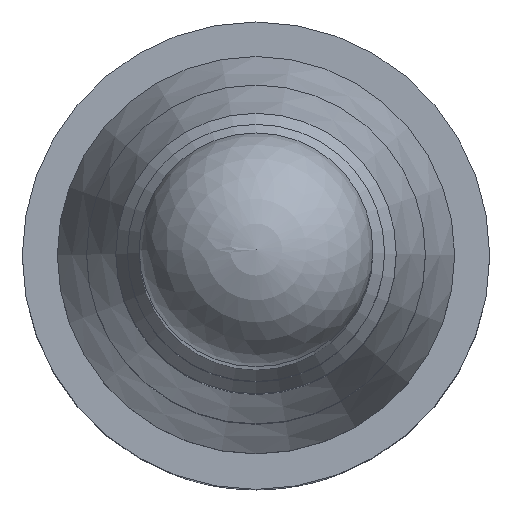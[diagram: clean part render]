
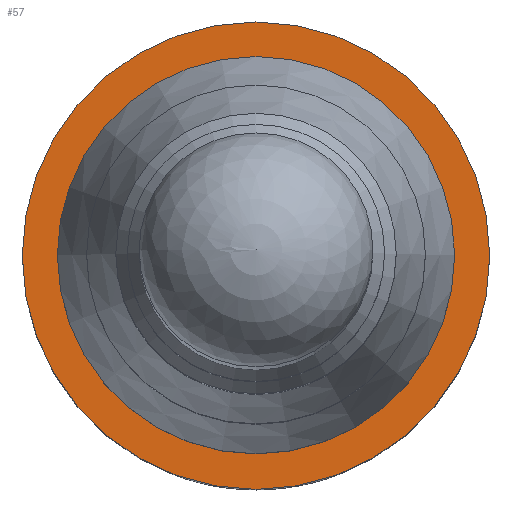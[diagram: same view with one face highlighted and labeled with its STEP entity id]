
A CAD part, top view. The second image highlights one B-rep face of the part: STEP entity #57.
In plain terms, the highlighted planar face has unit normal (0, 0, 1).
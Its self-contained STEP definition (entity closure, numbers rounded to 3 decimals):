
#38=PLANE('',#286);
#57=ADVANCED_FACE('',(#221,#222),#38,.F.);
#91=EDGE_LOOP('',(#137));
#92=EDGE_LOOP('',(#138));
#137=ORIENTED_EDGE('',*,*,#174,.F.);
#138=ORIENTED_EDGE('',*,*,#175,.T.);
#174=EDGE_CURVE('',#257,#257,#193,.T.);
#175=EDGE_CURVE('',#258,#258,#194,.T.);
#193=CIRCLE('',#283,1.);
#194=CIRCLE('',#285,0.65);
#221=FACE_BOUND('',#91,.T.);
#222=FACE_BOUND('',#92,.T.);
#257=VERTEX_POINT('',#542);
#258=VERTEX_POINT('',#545);
#283=AXIS2_PLACEMENT_3D('',#541,#337,#338);
#285=AXIS2_PLACEMENT_3D('',#544,#341,#342);
#286=AXIS2_PLACEMENT_3D('',#546,#343,#344);
#337=DIRECTION('',(0.,0.,-1.));
#338=DIRECTION('',(-1.,0.,0.));
#341=DIRECTION('',(0.,0.,-1.));
#342=DIRECTION('',(-1.,0.,0.));
#343=DIRECTION('',(0.,0.,-1.));
#344=DIRECTION('',(-1.,0.,0.));
#541=CARTESIAN_POINT('',(0.,0.,11.2));
#542=CARTESIAN_POINT('',(-1.,0.,11.2));
#544=CARTESIAN_POINT('',(0.,0.,11.2));
#545=CARTESIAN_POINT('',(-0.65,0.,11.2));
#546=CARTESIAN_POINT('',(0.84,0.,11.2));
